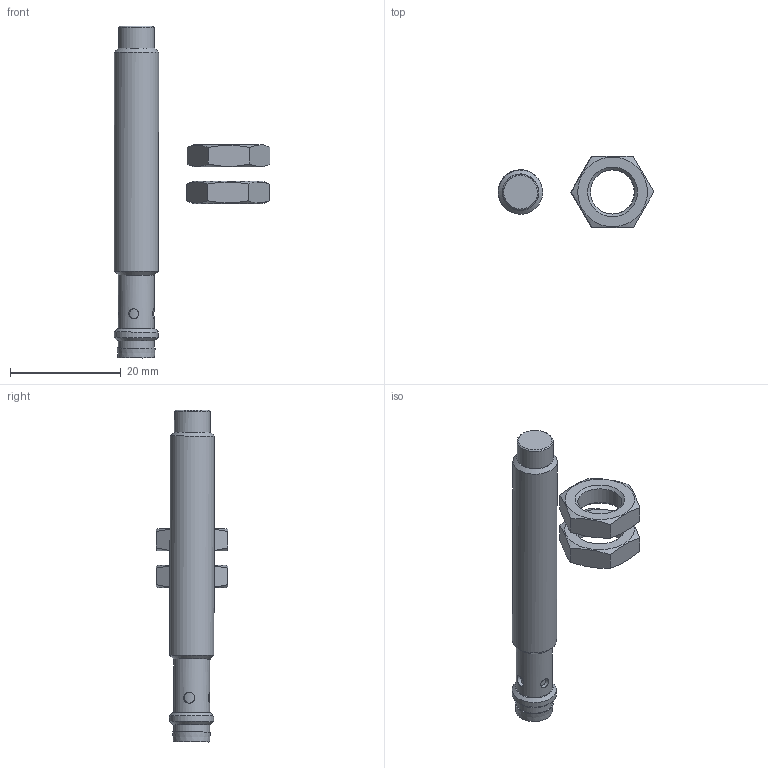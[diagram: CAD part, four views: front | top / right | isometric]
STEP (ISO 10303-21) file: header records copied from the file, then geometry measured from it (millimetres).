
FILE_DESCRIPTION(/* description */ (''),/* implementation_level */ '2;1');
FILE_NAME(/* name */ 'IO080176.stp',/* time_stamp */ '2016-10-05T14:24:02+02:00',/* author */ ('mitarbeiter'),/* organization */ (''),/* preprocessor_version */ 'ST-DEVELOPER v15.2',/* originating_system */ 'Autodesk Inventor 2014',/* authorisation */ '');
FILE_SCHEMA (('AUTOMOTIVE_DESIGN { 1 0 10303 214 3 1 1 }'));
Length unit declared in the file: millimetre
Products named in the file (3): IO080176 Sensor; M8 x1 Mutter; IO080176
Bounding box: 28.18 x 12.98 x 60.02 mm (x, y, z)
Volume: 3303.3 mm3; surface area: 2595.2 mm2
Topology: 3 solids, 4 shells, 69 faces, 148 edges, 97 vertices
Faces by surface type: plane 31, cylinder 20, cone 15, sphere 3
Full cylindrical faces by diameter (mm): 1 x3, 1.8 x2, 2 x2, 5 x1, 5.7 x1, 6.5 x3, 8 x4
Entity records: 1526 total; most frequent: CARTESIAN_POINT 484, DIRECTION 210, ORIENTED_EDGE 144, EDGE_LOOP 98, AXIS2_PLACEMENT_3D 96, EDGE_CURVE 72, VERTEX_POINT 62, FACE_OUTER_BOUND 56
